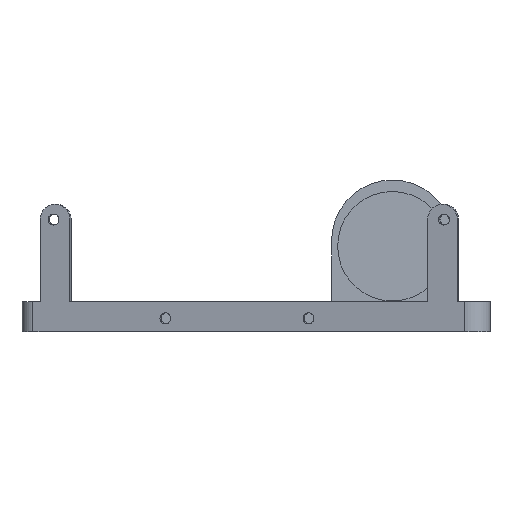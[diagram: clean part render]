
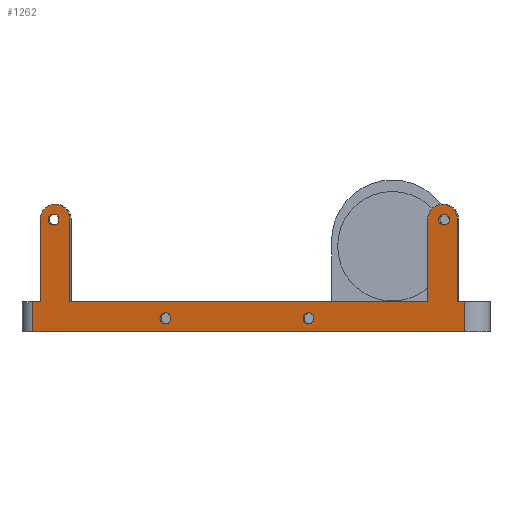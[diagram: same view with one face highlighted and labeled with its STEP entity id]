
A CAD part, front view. The second image highlights one B-rep face of the part: STEP entity #1262.
In plain terms, the highlighted planar face has unit normal (-0.196, -0.981, 0).
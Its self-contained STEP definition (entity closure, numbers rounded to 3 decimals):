
#57=FACE_BOUND('',#179,.T.);
#58=FACE_BOUND('',#180,.T.);
#59=FACE_BOUND('',#181,.T.);
#60=FACE_BOUND('',#182,.T.);
#104=FACE_OUTER_BOUND('',#178,.T.);
#178=EDGE_LOOP('',(#1050,#1051,#1052,#1053,#1054,#1055,#1056,#1057,#1058,
#1059,#1060,#1061));
#179=EDGE_LOOP('',(#1062));
#180=EDGE_LOOP('',(#1063));
#181=EDGE_LOOP('',(#1064));
#182=EDGE_LOOP('',(#1065));
#289=LINE('',#2026,#412);
#296=LINE('',#2048,#419);
#298=LINE('',#2059,#421);
#299=LINE('',#2061,#422);
#300=LINE('',#2063,#423);
#301=LINE('',#2066,#424);
#302=LINE('',#2068,#425);
#303=LINE('',#2070,#426);
#304=LINE('',#2071,#427);
#305=LINE('',#2072,#428);
#412=VECTOR('',#1647,10.);
#419=VECTOR('',#1664,10.);
#421=VECTOR('',#1674,10.);
#422=VECTOR('',#1675,10.);
#423=VECTOR('',#1676,10.);
#424=VECTOR('',#1679,10.);
#425=VECTOR('',#1680,10.);
#426=VECTOR('',#1681,10.);
#427=VECTOR('',#1682,10.);
#428=VECTOR('',#1683,10.);
#499=CIRCLE('',#1382,5.);
#500=CIRCLE('',#1383,5.);
#501=CIRCLE('',#1384,1.8);
#502=CIRCLE('',#1385,1.8);
#503=CIRCLE('',#1386,1.8);
#504=CIRCLE('',#1387,1.8);
#595=VERTEX_POINT('',#2023);
#596=VERTEX_POINT('',#2025);
#605=VERTEX_POINT('',#2045);
#606=VERTEX_POINT('',#2047);
#609=VERTEX_POINT('',#2055);
#610=VERTEX_POINT('',#2056);
#611=VERTEX_POINT('',#2058);
#612=VERTEX_POINT('',#2060);
#613=VERTEX_POINT('',#2062);
#614=VERTEX_POINT('',#2064);
#615=VERTEX_POINT('',#2067);
#616=VERTEX_POINT('',#2069);
#617=VERTEX_POINT('',#2073);
#618=VERTEX_POINT('',#2075);
#619=VERTEX_POINT('',#2077);
#620=VERTEX_POINT('',#2079);
#751=EDGE_CURVE('',#596,#595,#289,.T.);
#762=EDGE_CURVE('',#606,#605,#296,.T.);
#766=EDGE_CURVE('',#609,#610,#499,.T.);
#767=EDGE_CURVE('',#611,#610,#298,.T.);
#768=EDGE_CURVE('',#611,#612,#299,.T.);
#769=EDGE_CURVE('',#612,#613,#300,.T.);
#770=EDGE_CURVE('',#613,#614,#500,.T.);
#771=EDGE_CURVE('',#596,#614,#301,.T.);
#772=EDGE_CURVE('',#615,#595,#302,.T.);
#773=EDGE_CURVE('',#616,#615,#303,.T.);
#774=EDGE_CURVE('',#616,#606,#304,.T.);
#775=EDGE_CURVE('',#605,#609,#305,.T.);
#776=EDGE_CURVE('',#617,#617,#501,.T.);
#777=EDGE_CURVE('',#618,#618,#502,.T.);
#778=EDGE_CURVE('',#619,#619,#503,.T.);
#779=EDGE_CURVE('',#620,#620,#504,.T.);
#1050=ORIENTED_EDGE('',*,*,#766,.T.);
#1051=ORIENTED_EDGE('',*,*,#767,.F.);
#1052=ORIENTED_EDGE('',*,*,#768,.T.);
#1053=ORIENTED_EDGE('',*,*,#769,.T.);
#1054=ORIENTED_EDGE('',*,*,#770,.T.);
#1055=ORIENTED_EDGE('',*,*,#771,.F.);
#1056=ORIENTED_EDGE('',*,*,#751,.T.);
#1057=ORIENTED_EDGE('',*,*,#772,.F.);
#1058=ORIENTED_EDGE('',*,*,#773,.F.);
#1059=ORIENTED_EDGE('',*,*,#774,.T.);
#1060=ORIENTED_EDGE('',*,*,#762,.T.);
#1061=ORIENTED_EDGE('',*,*,#775,.T.);
#1062=ORIENTED_EDGE('',*,*,#776,.F.);
#1063=ORIENTED_EDGE('',*,*,#777,.F.);
#1064=ORIENTED_EDGE('',*,*,#778,.F.);
#1065=ORIENTED_EDGE('',*,*,#779,.F.);
#1212=PLANE('',#1381);
#1262=ADVANCED_FACE('',(#104,#57,#58,#59,#60),#1212,.F.);
#1381=AXIS2_PLACEMENT_3D('',#2054,#1670,#1671);
#1382=AXIS2_PLACEMENT_3D('',#2057,#1672,#1673);
#1383=AXIS2_PLACEMENT_3D('',#2065,#1677,#1678);
#1384=AXIS2_PLACEMENT_3D('',#2074,#1684,#1685);
#1385=AXIS2_PLACEMENT_3D('',#2076,#1686,#1687);
#1386=AXIS2_PLACEMENT_3D('',#2078,#1688,#1689);
#1387=AXIS2_PLACEMENT_3D('',#2080,#1690,#1691);
#1647=DIRECTION('',(-0.981,0.196,0.));
#1664=DIRECTION('',(-0.981,0.196,0.));
#1670=DIRECTION('center_axis',(0.196,0.981,0.));
#1671=DIRECTION('ref_axis',(-0.981,0.196,0.));
#1672=DIRECTION('center_axis',(-0.196,-0.981,0.));
#1673=DIRECTION('ref_axis',(-0.693,0.139,0.707));
#1674=DIRECTION('',(0.,0.,1.));
#1675=DIRECTION('',(-0.981,0.196,0.));
#1676=DIRECTION('',(0.,0.,1.));
#1677=DIRECTION('center_axis',(-0.196,-0.981,0.));
#1678=DIRECTION('ref_axis',(-0.693,0.139,0.707));
#1679=DIRECTION('',(0.,0.,1.));
#1680=DIRECTION('',(0.,0.,1.));
#1681=DIRECTION('',(-0.981,0.196,0.));
#1682=DIRECTION('',(0.,0.,1.));
#1683=DIRECTION('',(0.,0.,1.));
#1684=DIRECTION('center_axis',(-0.196,-0.981,0.));
#1685=DIRECTION('ref_axis',(-0.981,0.196,0.));
#1686=DIRECTION('center_axis',(-0.196,-0.981,0.));
#1687=DIRECTION('ref_axis',(-0.981,0.196,0.));
#1688=DIRECTION('center_axis',(-0.196,-0.981,0.));
#1689=DIRECTION('ref_axis',(-0.981,0.196,0.));
#1690=DIRECTION('center_axis',(-0.196,-0.981,0.));
#1691=DIRECTION('ref_axis',(-0.981,0.196,0.));
#2023=CARTESIAN_POINT('',(1.617,-56.363,10.));
#2025=CARTESIAN_POINT('',(3.982,-56.836,10.));
#2026=CARTESIAN_POINT('',(143.627,-84.765,10.));
#2045=CARTESIAN_POINT('',(141.263,-84.292,10.));
#2047=CARTESIAN_POINT('',(143.627,-84.765,10.));
#2048=CARTESIAN_POINT('',(143.627,-84.765,10.));
#2054=CARTESIAN_POINT('Origin',(13.787,-58.797,0.));
#2055=CARTESIAN_POINT('',(141.263,-84.292,37.));
#2056=CARTESIAN_POINT('',(131.457,-82.331,37.));
#2057=CARTESIAN_POINT('Origin',(136.36,-83.312,37.));
#2058=CARTESIAN_POINT('',(131.457,-82.331,10.));
#2059=CARTESIAN_POINT('',(131.457,-82.331,0.));
#2060=CARTESIAN_POINT('',(13.787,-58.797,10.));
#2061=CARTESIAN_POINT('',(143.627,-84.765,10.));
#2062=CARTESIAN_POINT('',(13.787,-58.797,37.));
#2063=CARTESIAN_POINT('',(13.787,-58.797,0.));
#2064=CARTESIAN_POINT('',(3.982,-56.836,37.));
#2065=CARTESIAN_POINT('Origin',(8.885,-57.817,37.));
#2066=CARTESIAN_POINT('',(3.982,-56.836,0.));
#2067=CARTESIAN_POINT('',(1.617,-56.363,0.));
#2068=CARTESIAN_POINT('',(1.617,-56.363,0.));
#2069=CARTESIAN_POINT('',(143.627,-84.765,0.));
#2070=CARTESIAN_POINT('',(143.627,-84.765,0.));
#2071=CARTESIAN_POINT('',(143.627,-84.765,0.));
#2072=CARTESIAN_POINT('',(141.263,-84.292,0.));
#2073=CARTESIAN_POINT('',(46.931,-65.426,4.5));
#2074=CARTESIAN_POINT('Origin',(45.166,-65.073,4.5));
#2075=CARTESIAN_POINT('',(93.999,-74.839,4.5));
#2076=CARTESIAN_POINT('Origin',(92.234,-74.486,4.5));
#2077=CARTESIAN_POINT('',(10.159,-58.071,37.));
#2078=CARTESIAN_POINT('Origin',(8.394,-57.718,37.));
#2079=CARTESIAN_POINT('',(138.615,-83.763,37.));
#2080=CARTESIAN_POINT('Origin',(136.85,-83.41,37.));
